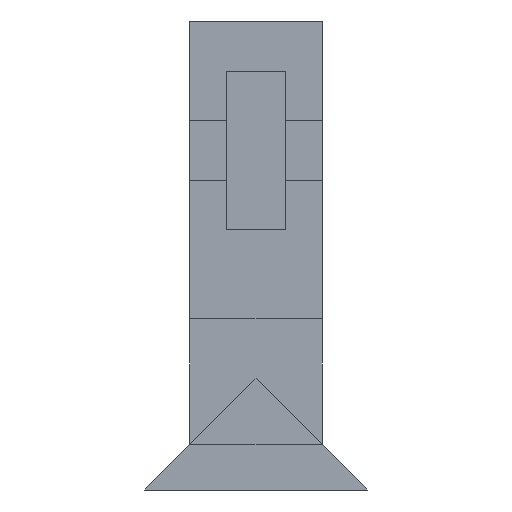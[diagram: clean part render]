
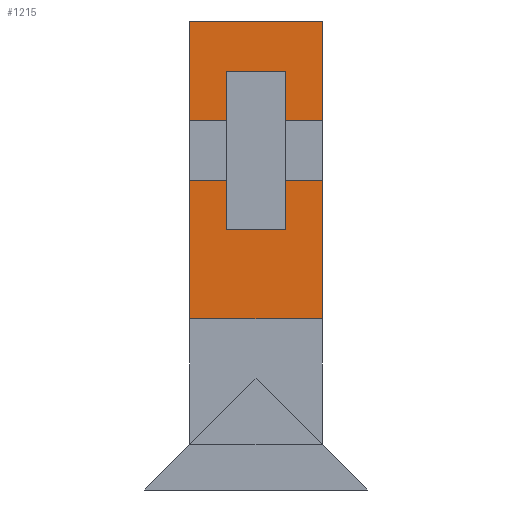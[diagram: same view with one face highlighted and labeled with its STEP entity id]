
A CAD part, front view. The second image highlights one B-rep face of the part: STEP entity #1215.
In plain terms, the highlighted planar face has unit normal (0, -1, 0).
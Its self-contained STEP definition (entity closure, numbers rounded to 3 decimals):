
#5 = ORIENTED_EDGE ( 'NONE', *, *, #1445, .T. ) ;
#25 = VECTOR ( 'NONE', #1081, 1000. ) ;
#79 = FACE_OUTER_BOUND ( 'NONE', #1003, .T. ) ;
#88 = VECTOR ( 'NONE', #1060, 1000. ) ;
#121 = AXIS2_PLACEMENT_3D ( 'NONE', #1535, #1390, #531 ) ;
#150 = DIRECTION ( 'NONE',  ( 0., 0., -1. ) ) ;
#175 = CARTESIAN_POINT ( 'NONE',  ( -1.5, -4., 7.5 ) ) ;
#177 = CARTESIAN_POINT ( 'NONE',  ( -1.5, -4., 15.5 ) ) ;
#229 = CARTESIAN_POINT ( 'NONE',  ( 1.5, -4., 15.5 ) ) ;
#235 = PLANE ( 'NONE',  #121 ) ;
#316 = EDGE_CURVE ( 'NONE', #1093, #506, #840, .T. ) ;
#387 = CARTESIAN_POINT ( 'NONE',  ( -1.5, -4., 15.5 ) ) ;
#436 = EDGE_CURVE ( 'NONE', #1562, #583, #891, .T. ) ;
#480 = DIRECTION ( 'NONE',  ( 0., 0., -1. ) ) ;
#492 = LINE ( 'NONE', #1498, #1503 ) ;
#495 = VECTOR ( 'NONE', #150, 1000. ) ;
#506 = VERTEX_POINT ( 'NONE', #945 ) ;
#507 = VERTEX_POINT ( 'NONE', #646 ) ;
#531 = DIRECTION ( 'NONE',  ( 0., 0., 1. ) ) ;
#539 = EDGE_CURVE ( 'NONE', #506, #1562, #625, .T. ) ;
#556 = VECTOR ( 'NONE', #1641, 1000. ) ;
#557 = EDGE_LOOP ( 'NONE', ( #1764, #596, #1675, #5 ) ) ;
#583 = VERTEX_POINT ( 'NONE', #1241 ) ;
#596 = ORIENTED_EDGE ( 'NONE', *, *, #539, .T. ) ;
#625 = LINE ( 'NONE', #229, #1331 ) ;
#646 = CARTESIAN_POINT ( 'NONE',  ( 3.359, -4., 18. ) ) ;
#693 = EDGE_CURVE ( 'NONE', #931, #1683, #1499, .T. ) ;
#840 = LINE ( 'NONE', #1422, #1679 ) ;
#863 = CARTESIAN_POINT ( 'NONE',  ( 3.359, -4., 18. ) ) ;
#891 = LINE ( 'NONE', #175, #1802 ) ;
#931 = VERTEX_POINT ( 'NONE', #1126 ) ;
#934 = DIRECTION ( 'NONE',  ( 1., 0., 0. ) ) ;
#943 = CARTESIAN_POINT ( 'NONE',  ( -3.359, -4., 18. ) ) ;
#945 = CARTESIAN_POINT ( 'NONE',  ( 1.5, -4., 15.5 ) ) ;
#953 = LINE ( 'NONE', #943, #25 ) ;
#1003 = EDGE_LOOP ( 'NONE', ( #1813, #1893, #1032, #1140 ) ) ;
#1012 = CARTESIAN_POINT ( 'NONE',  ( -3.359, -4., 18. ) ) ;
#1032 = ORIENTED_EDGE ( 'NONE', *, *, #1420, .F. ) ;
#1036 = CARTESIAN_POINT ( 'NONE',  ( -3.359, -4., 3. ) ) ;
#1060 = DIRECTION ( 'NONE',  ( 0., 0., 1. ) ) ;
#1081 = DIRECTION ( 'NONE',  ( 1., 0., 0. ) ) ;
#1093 = VERTEX_POINT ( 'NONE', #177 ) ;
#1126 = CARTESIAN_POINT ( 'NONE',  ( -3.359, -4., 18. ) ) ;
#1140 = ORIENTED_EDGE ( 'NONE', *, *, #693, .T. ) ;
#1162 = DIRECTION ( 'NONE',  ( -1., 0., 0. ) ) ;
#1215 = ADVANCED_FACE ( 'NONE', ( #1687, #79 ), #235, .F. ) ;
#1241 = CARTESIAN_POINT ( 'NONE',  ( -1.5, -4., 7.5 ) ) ;
#1267 = DIRECTION ( 'NONE',  ( 1., 0., 0. ) ) ;
#1315 = LINE ( 'NONE', #863, #495 ) ;
#1331 = VECTOR ( 'NONE', #480, 1000. ) ;
#1355 = CARTESIAN_POINT ( 'NONE',  ( 3.359, -4., 3. ) ) ;
#1390 = DIRECTION ( 'NONE',  ( 0., 1., 0. ) ) ;
#1393 = LINE ( 'NONE', #387, #88 ) ;
#1420 = EDGE_CURVE ( 'NONE', #931, #507, #953, .T. ) ;
#1422 = CARTESIAN_POINT ( 'NONE',  ( -1.5, -4., 15.5 ) ) ;
#1445 = EDGE_CURVE ( 'NONE', #583, #1093, #1393, .T. ) ;
#1463 = VERTEX_POINT ( 'NONE', #1355 ) ;
#1498 = CARTESIAN_POINT ( 'NONE',  ( -3.359, -4., 3. ) ) ;
#1499 = LINE ( 'NONE', #1012, #556 ) ;
#1503 = VECTOR ( 'NONE', #934, 1000. ) ;
#1535 = CARTESIAN_POINT ( 'NONE',  ( -3.359, -4., 18. ) ) ;
#1562 = VERTEX_POINT ( 'NONE', #1775 ) ;
#1571 = EDGE_CURVE ( 'NONE', #1683, #1463, #492, .T. ) ;
#1641 = DIRECTION ( 'NONE',  ( 0., 0., -1. ) ) ;
#1675 = ORIENTED_EDGE ( 'NONE', *, *, #436, .T. ) ;
#1679 = VECTOR ( 'NONE', #1267, 1000. ) ;
#1683 = VERTEX_POINT ( 'NONE', #1036 ) ;
#1687 = FACE_BOUND ( 'NONE', #557, .T. ) ;
#1764 = ORIENTED_EDGE ( 'NONE', *, *, #316, .T. ) ;
#1775 = CARTESIAN_POINT ( 'NONE',  ( 1.5, -4., 7.5 ) ) ;
#1802 = VECTOR ( 'NONE', #1162, 1000. ) ;
#1813 = ORIENTED_EDGE ( 'NONE', *, *, #1571, .T. ) ;
#1843 = EDGE_CURVE ( 'NONE', #507, #1463, #1315, .T. ) ;
#1893 = ORIENTED_EDGE ( 'NONE', *, *, #1843, .F. ) ;
